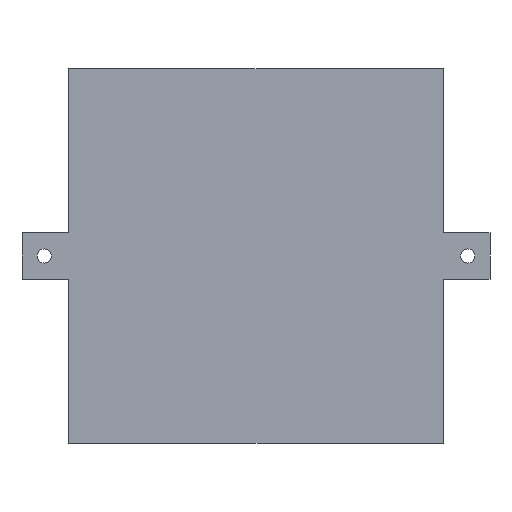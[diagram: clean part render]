
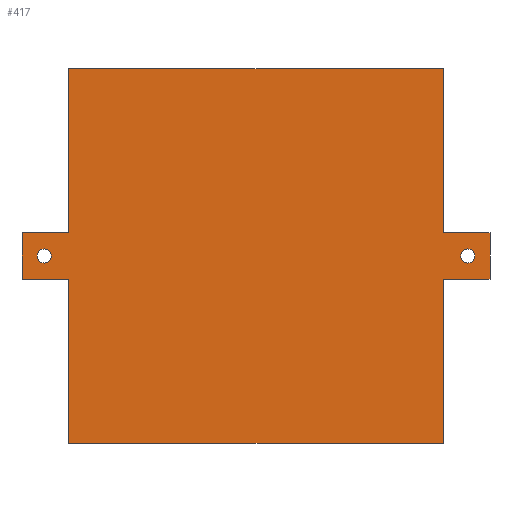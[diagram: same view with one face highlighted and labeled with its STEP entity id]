
A CAD part, front view. The second image highlights one B-rep face of the part: STEP entity #417.
In plain terms, the highlighted planar face has unit normal (0, -1, 0).
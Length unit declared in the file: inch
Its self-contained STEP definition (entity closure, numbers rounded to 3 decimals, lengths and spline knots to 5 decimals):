
#1 = CARTESIAN_POINT ( 'NONE',  ( -0.31496, 0., 0.31496 ) ) ;
#25 = ORIENTED_EDGE ( 'NONE', *, *, #1096, .T. ) ;
#29 = DIRECTION ( 'NONE',  ( 0., 0., -1. ) ) ;
#32 = CARTESIAN_POINT ( 'NONE',  ( -0.31496, 0., -0.31496 ) ) ;
#50 = VECTOR ( 'NONE', #268, 39.37008 ) ;
#53 = AXIS2_PLACEMENT_3D ( 'NONE', #135, #524, #309 ) ;
#61 = EDGE_CURVE ( 'NONE', #819, #910, #111, .T. ) ;
#64 = EDGE_LOOP ( 'NONE', ( #897, #544 ) ) ;
#75 = DIRECTION ( 'NONE',  ( 1., 0., 0. ) ) ;
#88 = CARTESIAN_POINT ( 'NONE',  ( -0.3937, 0., -0.03937 ) ) ;
#93 = FACE_BOUND ( 'NONE', #833, .T. ) ;
#94 = LINE ( 'NONE', #932, #107 ) ;
#99 = LINE ( 'NONE', #664, #382 ) ;
#105 = DIRECTION ( 'NONE',  ( 0., 0., -1. ) ) ;
#107 = VECTOR ( 'NONE', #483, 39.37008 ) ;
#111 = LINE ( 'NONE', #502, #832 ) ;
#125 = CARTESIAN_POINT ( 'NONE',  ( -0.31496, 0., -0.31496 ) ) ;
#126 = VECTOR ( 'NONE', #75, 39.37008 ) ;
#135 = CARTESIAN_POINT ( 'NONE',  ( 0.3563, 0., 0. ) ) ;
#151 = VECTOR ( 'NONE', #585, 39.37008 ) ;
#182 = DIRECTION ( 'NONE',  ( 0., -1., 0. ) ) ;
#184 = LINE ( 'NONE', #1225, #478 ) ;
#198 = CARTESIAN_POINT ( 'NONE',  ( 0.31496, 0., -0.03937 ) ) ;
#202 = VERTEX_POINT ( 'NONE', #1002 ) ;
#207 = CARTESIAN_POINT ( 'NONE',  ( -0.3563, 0., 0.01181 ) ) ;
#211 = VERTEX_POINT ( 'NONE', #817 ) ;
#224 = ORIENTED_EDGE ( 'NONE', *, *, #1174, .F. ) ;
#231 = VECTOR ( 'NONE', #1132, 39.37008 ) ;
#250 = VERTEX_POINT ( 'NONE', #1210 ) ;
#261 = EDGE_CURVE ( 'NONE', #454, #847, #1026, .T. ) ;
#263 = CARTESIAN_POINT ( 'NONE',  ( 0.31496, 0., -0.31496 ) ) ;
#266 = LINE ( 'NONE', #125, #317 ) ;
#268 = DIRECTION ( 'NONE',  ( -1., 0., 0. ) ) ;
#272 = EDGE_CURVE ( 'NONE', #540, #888, #570, .T. ) ;
#279 = CARTESIAN_POINT ( 'NONE',  ( -0.31496, 0., 0.31496 ) ) ;
#281 = VERTEX_POINT ( 'NONE', #563 ) ;
#302 = VERTEX_POINT ( 'NONE', #279 ) ;
#306 = EDGE_CURVE ( 'NONE', #540, #533, #854, .T. ) ;
#309 = DIRECTION ( 'NONE',  ( 0., 0., 1. ) ) ;
#310 = CARTESIAN_POINT ( 'NONE',  ( 0.31496, 0., 0.31496 ) ) ;
#317 = VECTOR ( 'NONE', #1093, 39.37008 ) ;
#322 = EDGE_LOOP ( 'NONE', ( #549, #1046, #882, #25, #323, #658, #224, #504, #373, #723, #637, #724 ) ) ;
#323 = ORIENTED_EDGE ( 'NONE', *, *, #678, .T. ) ;
#327 = DIRECTION ( 'NONE',  ( 0., -1., 0. ) ) ;
#339 = EDGE_CURVE ( 'NONE', #533, #250, #94, .T. ) ;
#373 = ORIENTED_EDGE ( 'NONE', *, *, #272, .F. ) ;
#382 = VECTOR ( 'NONE', #1038, 39.37008 ) ;
#386 = EDGE_CURVE ( 'NONE', #250, #847, #1224, .T. ) ;
#389 = EDGE_CURVE ( 'NONE', #211, #701, #553, .T. ) ;
#390 = DIRECTION ( 'NONE',  ( 0., 0., -1. ) ) ;
#404 = ORIENTED_EDGE ( 'NONE', *, *, #936, .F. ) ;
#417 = ADVANCED_FACE ( 'NONE', ( #1214, #575, #93 ), #860, .F. ) ;
#438 = LINE ( 'NONE', #814, #1023 ) ;
#454 = VERTEX_POINT ( 'NONE', #310 ) ;
#478 = VECTOR ( 'NONE', #933, 39.37008 ) ;
#483 = DIRECTION ( 'NONE',  ( 0., 0., 1. ) ) ;
#493 = DIRECTION ( 'NONE',  ( 0., 0., 1. ) ) ;
#498 = AXIS2_PLACEMENT_3D ( 'NONE', #799, #327, #29 ) ;
#502 = CARTESIAN_POINT ( 'NONE',  ( -0.31496, 0., -0.03937 ) ) ;
#504 = ORIENTED_EDGE ( 'NONE', *, *, #1143, .F. ) ;
#512 = CARTESIAN_POINT ( 'NONE',  ( 0.3937, 0., -0.03937 ) ) ;
#518 = LINE ( 'NONE', #1186, #1043 ) ;
#522 = DIRECTION ( 'NONE',  ( 1., 0., 0. ) ) ;
#524 = DIRECTION ( 'NONE',  ( 0., -1., 0. ) ) ;
#533 = VERTEX_POINT ( 'NONE', #512 ) ;
#540 = VERTEX_POINT ( 'NONE', #889 ) ;
#544 = ORIENTED_EDGE ( 'NONE', *, *, #884, .F. ) ;
#545 = VERTEX_POINT ( 'NONE', #32 ) ;
#549 = ORIENTED_EDGE ( 'NONE', *, *, #261, .F. ) ;
#553 = CIRCLE ( 'NONE', #648, 0.01181 ) ;
#561 = EDGE_CURVE ( 'NONE', #302, #454, #518, .T. ) ;
#563 = CARTESIAN_POINT ( 'NONE',  ( -0.31496, 0., 0.03937 ) ) ;
#570 = LINE ( 'NONE', #757, #231 ) ;
#575 = FACE_BOUND ( 'NONE', #64, .T. ) ;
#576 = VECTOR ( 'NONE', #672, 39.37008 ) ;
#585 = DIRECTION ( 'NONE',  ( -1., 0., 0. ) ) ;
#601 = DIRECTION ( 'NONE',  ( 0., -1., 0. ) ) ;
#605 = CARTESIAN_POINT ( 'NONE',  ( 0.3563, 0., 0. ) ) ;
#637 = ORIENTED_EDGE ( 'NONE', *, *, #339, .T. ) ;
#648 = AXIS2_PLACEMENT_3D ( 'NONE', #1125, #182, #390 ) ;
#658 = ORIENTED_EDGE ( 'NONE', *, *, #61, .T. ) ;
#664 = CARTESIAN_POINT ( 'NONE',  ( -0.31496, 0., -0.31496 ) ) ;
#668 = EDGE_CURVE ( 'NONE', #281, #302, #266, .T. ) ;
#669 = CARTESIAN_POINT ( 'NONE',  ( 0.31496, 0., 0.03937 ) ) ;
#671 = AXIS2_PLACEMENT_3D ( 'NONE', #1, #1138, #493 ) ;
#672 = DIRECTION ( 'NONE',  ( 0., 0., -1. ) ) ;
#678 = EDGE_CURVE ( 'NONE', #868, #819, #438, .T. ) ;
#680 = CARTESIAN_POINT ( 'NONE',  ( -0.31496, 0., 0.03937 ) ) ;
#681 = DIRECTION ( 'NONE',  ( 1., 0., 0. ) ) ;
#691 = CARTESIAN_POINT ( 'NONE',  ( 0.31496, 0., 0.03937 ) ) ;
#693 = CIRCLE ( 'NONE', #53, 0.01181 ) ;
#701 = VERTEX_POINT ( 'NONE', #207 ) ;
#723 = ORIENTED_EDGE ( 'NONE', *, *, #306, .T. ) ;
#724 = ORIENTED_EDGE ( 'NONE', *, *, #386, .T. ) ;
#757 = CARTESIAN_POINT ( 'NONE',  ( 0.31496, 0., -0.31496 ) ) ;
#772 = AXIS2_PLACEMENT_3D ( 'NONE', #605, #601, #899 ) ;
#793 = CARTESIAN_POINT ( 'NONE',  ( 0.3563, 0., 0.01181 ) ) ;
#799 = CARTESIAN_POINT ( 'NONE',  ( -0.3563, 0., 0. ) ) ;
#814 = CARTESIAN_POINT ( 'NONE',  ( -0.3937, 0., 0.03937 ) ) ;
#817 = CARTESIAN_POINT ( 'NONE',  ( -0.3563, 0., -0.01181 ) ) ;
#819 = VERTEX_POINT ( 'NONE', #88 ) ;
#832 = VECTOR ( 'NONE', #681, 39.37008 ) ;
#833 = EDGE_LOOP ( 'NONE', ( #1102, #404 ) ) ;
#847 = VERTEX_POINT ( 'NONE', #691 ) ;
#854 = LINE ( 'NONE', #198, #126 ) ;
#860 = PLANE ( 'NONE',  #671 ) ;
#868 = VERTEX_POINT ( 'NONE', #887 ) ;
#882 = ORIENTED_EDGE ( 'NONE', *, *, #668, .F. ) ;
#884 = EDGE_CURVE ( 'NONE', #701, #211, #1103, .T. ) ;
#887 = CARTESIAN_POINT ( 'NONE',  ( -0.3937, 0., 0.03937 ) ) ;
#888 = VERTEX_POINT ( 'NONE', #1171 ) ;
#889 = CARTESIAN_POINT ( 'NONE',  ( 0.31496, 0., -0.03937 ) ) ;
#897 = ORIENTED_EDGE ( 'NONE', *, *, #389, .F. ) ;
#899 = DIRECTION ( 'NONE',  ( 0., 0., 1. ) ) ;
#910 = VERTEX_POINT ( 'NONE', #1064 ) ;
#913 = VERTEX_POINT ( 'NONE', #793 ) ;
#932 = CARTESIAN_POINT ( 'NONE',  ( 0.3937, 0., 0.03937 ) ) ;
#933 = DIRECTION ( 'NONE',  ( -1., 0., 0. ) ) ;
#936 = EDGE_CURVE ( 'NONE', #913, #202, #1183, .T. ) ;
#960 = EDGE_CURVE ( 'NONE', #202, #913, #693, .T. ) ;
#1002 = CARTESIAN_POINT ( 'NONE',  ( 0.3563, 0., -0.01181 ) ) ;
#1023 = VECTOR ( 'NONE', #105, 39.37008 ) ;
#1026 = LINE ( 'NONE', #263, #576 ) ;
#1038 = DIRECTION ( 'NONE',  ( 0., 0., 1. ) ) ;
#1043 = VECTOR ( 'NONE', #522, 39.37008 ) ;
#1045 = LINE ( 'NONE', #680, #151 ) ;
#1046 = ORIENTED_EDGE ( 'NONE', *, *, #561, .F. ) ;
#1064 = CARTESIAN_POINT ( 'NONE',  ( -0.31496, 0., -0.03937 ) ) ;
#1093 = DIRECTION ( 'NONE',  ( 0., 0., 1. ) ) ;
#1096 = EDGE_CURVE ( 'NONE', #281, #868, #1045, .T. ) ;
#1102 = ORIENTED_EDGE ( 'NONE', *, *, #960, .F. ) ;
#1103 = CIRCLE ( 'NONE', #498, 0.01181 ) ;
#1125 = CARTESIAN_POINT ( 'NONE',  ( -0.3563, 0., 0. ) ) ;
#1132 = DIRECTION ( 'NONE',  ( 0., 0., -1. ) ) ;
#1138 = DIRECTION ( 'NONE',  ( 0., 1., 0. ) ) ;
#1143 = EDGE_CURVE ( 'NONE', #888, #545, #184, .T. ) ;
#1171 = CARTESIAN_POINT ( 'NONE',  ( 0.31496, 0., -0.31496 ) ) ;
#1174 = EDGE_CURVE ( 'NONE', #545, #910, #99, .T. ) ;
#1183 = CIRCLE ( 'NONE', #772, 0.01181 ) ;
#1186 = CARTESIAN_POINT ( 'NONE',  ( -0.31496, 0., 0.31496 ) ) ;
#1210 = CARTESIAN_POINT ( 'NONE',  ( 0.3937, 0., 0.03937 ) ) ;
#1214 = FACE_OUTER_BOUND ( 'NONE', #322, .T. ) ;
#1224 = LINE ( 'NONE', #669, #50 ) ;
#1225 = CARTESIAN_POINT ( 'NONE',  ( -0.31496, 0., -0.31496 ) ) ;
